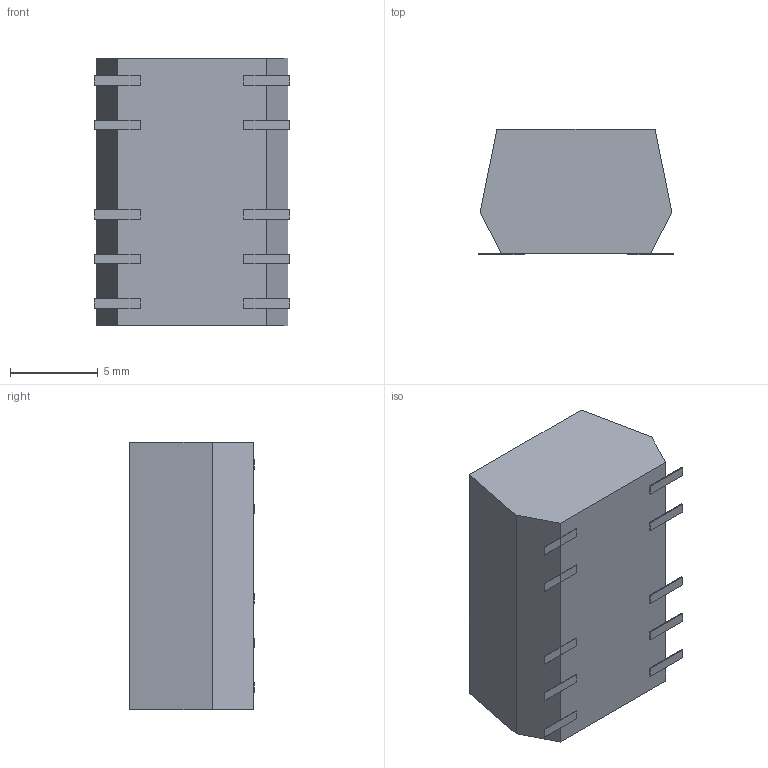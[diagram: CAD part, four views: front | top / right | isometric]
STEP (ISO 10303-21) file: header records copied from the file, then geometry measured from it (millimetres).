
FILE_DESCRIPTION(/* description */ (''),/* implementation_level */ '2;1');
FILE_NAME(/* name */ 'SFTN02 v5.step',/* time_stamp */ '2020-03-14T13:33:15+00:00',/* author */ (''),/* organization */ (''),/* preprocessor_version */ 'ST-DEVELOPER v18',/* originating_system */ 'Autodesk Translation Framework v8.12.0.6',/* authorisation */ '');
FILE_SCHEMA (('AUTOMOTIVE_DESIGN { 1 0 10303 214 3 1 1 }'));
Length unit declared in the file: millimetre
Products named in the file (1): SFTN02
Bounding box: 11.1 x 7.1 x 15.24 mm (x, y, z)
Volume: 1060.8 mm3; surface area: 664.1 mm2
Topology: 11 solids, 11 shells, 68 faces, 138 edges, 92 vertices
Faces by surface type: plane 68
Entity records: 1779 total; most frequent: CARTESIAN_POINT 299, ORIENTED_EDGE 276, DIRECTION 276, LINE 138, VECTOR 138, EDGE_CURVE 138, VERTEX_POINT 92, AXIS2_PLACEMENT_3D 69
